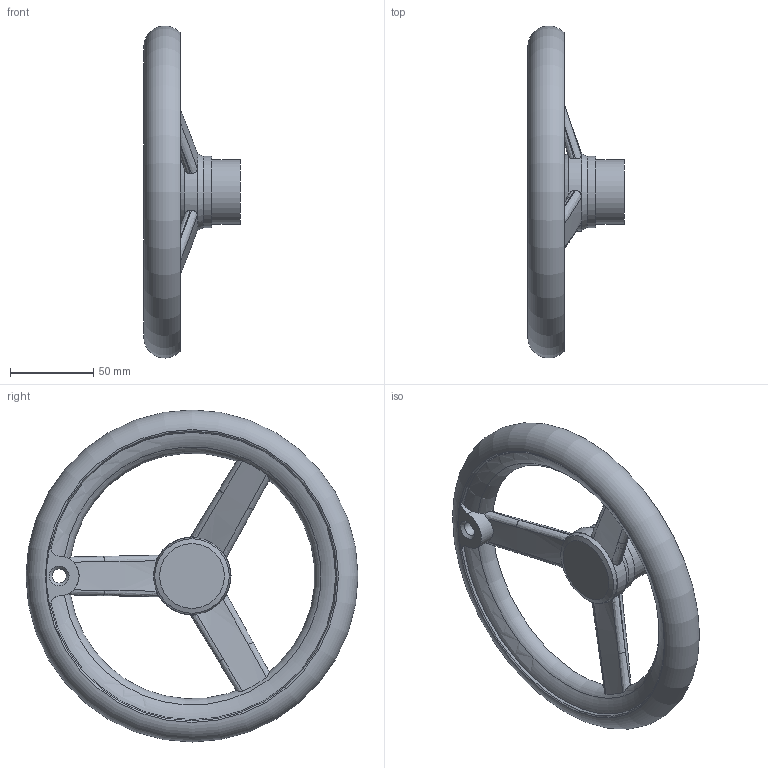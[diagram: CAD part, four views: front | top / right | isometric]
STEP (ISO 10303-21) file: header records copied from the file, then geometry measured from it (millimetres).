
FILE_DESCRIPTION(/* description */ (''),/* implementation_level */ '2;1');
FILE_NAME(/* name */ 'DI_200_N.dxf',/* time_stamp */ '2012-11-23T15:30:20+08:00',/* author */ (''),/* organization */ (''),/* preprocessor_version */ 'ST-DEVELOPER v9',/* originating_system */ 'UGS - NX 4.0',/* authorisation */ '');
FILE_SCHEMA (('CONFIG_CONTROL_DESIGN'));
Length unit declared in the file: millimetre
Products named in the file (1): Admi3796xjhl
Bounding box: 58 x 199.95 x 199.95 mm (x, y, z)
Volume: 224780.1 mm3; surface area: 64814.2 mm2
Topology: 1 solids, 1 shells, 65 faces, 180 edges, 114 vertices
Faces by surface type: bspline 20, cylinder 15, cone 11, plane 11, torus 8
Full cylindrical faces by diameter (mm): 8.5 x1, 39 x1, 43 x1
Entity records: 2738 total; most frequent: CARTESIAN_POINT 1303, ORIENTED_EDGE 318, DIRECTION 210, EDGE_CURVE 159, VERTEX_POINT 108, AXIS2_PLACEMENT_3D 99, B_SPLINE_CURVE_WITH_KNOTS 94, EDGE_LOOP 85
